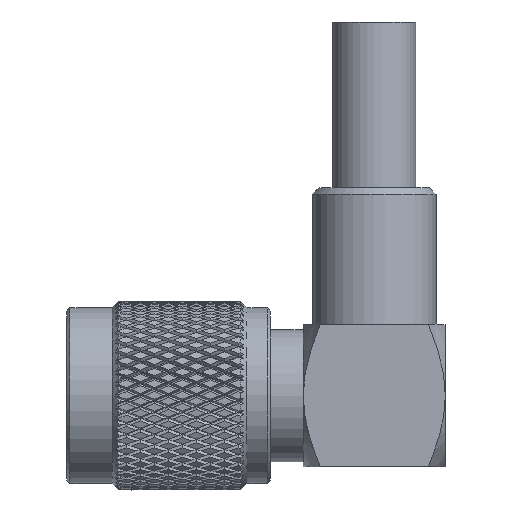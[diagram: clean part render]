
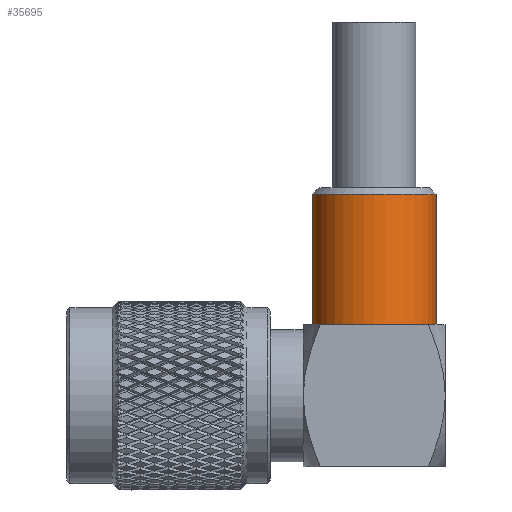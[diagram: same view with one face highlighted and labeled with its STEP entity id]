
A CAD part, top view. The second image highlights one B-rep face of the part: STEP entity #35695.
In plain terms, the highlighted cylindrical face has radius 4.75 mm (diameter 9.5 mm), a full revolution.
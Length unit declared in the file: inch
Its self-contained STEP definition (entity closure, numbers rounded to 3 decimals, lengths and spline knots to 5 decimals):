
#1030 = AXIS2_PLACEMENT_3D ( 'NONE', #84766, #42449, #11363 ) ;
#4241 = CARTESIAN_POINT ( 'NONE',  ( 0., 0.60896, 0. ) ) ;
#11363 = DIRECTION ( 'NONE',  ( 0., 0., -1. ) ) ;
#11871 = CYLINDRICAL_SURFACE ( 'NONE', #1030, 0.18701 ) ;
#17856 = DIRECTION ( 'NONE',  ( 0., 0., -1. ) ) ;
#27199 = EDGE_CURVE ( 'NONE', #61061, #61061, #95608, .T. ) ;
#33305 = EDGE_LOOP ( 'NONE', ( #62353 ) ) ;
#35695 = ADVANCED_FACE ( 'NONE', ( #92836, #43504 ), #11871, .T. ) ;
#38796 = EDGE_LOOP ( 'NONE', ( #71035 ) ) ;
#39507 = CIRCLE ( 'NONE', #54978, 0.18701 ) ;
#42449 = DIRECTION ( 'NONE',  ( 0., -1., 0. ) ) ;
#43504 = FACE_OUTER_BOUND ( 'NONE', #33305, .T. ) ;
#54978 = AXIS2_PLACEMENT_3D ( 'NONE', #4241, #69622, #86209 ) ;
#55598 = CARTESIAN_POINT ( 'NONE',  ( 0., 0.60896, -0.18701 ) ) ;
#61061 = VERTEX_POINT ( 'NONE', #68547 ) ;
#62353 = ORIENTED_EDGE ( 'NONE', *, *, #85005, .T. ) ;
#64774 = AXIS2_PLACEMENT_3D ( 'NONE', #92369, #100924, #17856 ) ;
#68547 = CARTESIAN_POINT ( 'NONE',  ( 0., 0.215, -0.18701 ) ) ;
#69622 = DIRECTION ( 'NONE',  ( 0., -1., 0. ) ) ;
#71035 = ORIENTED_EDGE ( 'NONE', *, *, #27199, .T. ) ;
#79232 = VERTEX_POINT ( 'NONE', #55598 ) ;
#84766 = CARTESIAN_POINT ( 'NONE',  ( 0., 0., 0. ) ) ;
#85005 = EDGE_CURVE ( 'NONE', #79232, #79232, #39507, .T. ) ;
#86209 = DIRECTION ( 'NONE',  ( 0., 0., -1. ) ) ;
#92369 = CARTESIAN_POINT ( 'NONE',  ( 0., 0.215, 0. ) ) ;
#92836 = FACE_OUTER_BOUND ( 'NONE', #38796, .T. ) ;
#95608 = CIRCLE ( 'NONE', #64774, 0.18701 ) ;
#100924 = DIRECTION ( 'NONE',  ( 0., 1., 0. ) ) ;
